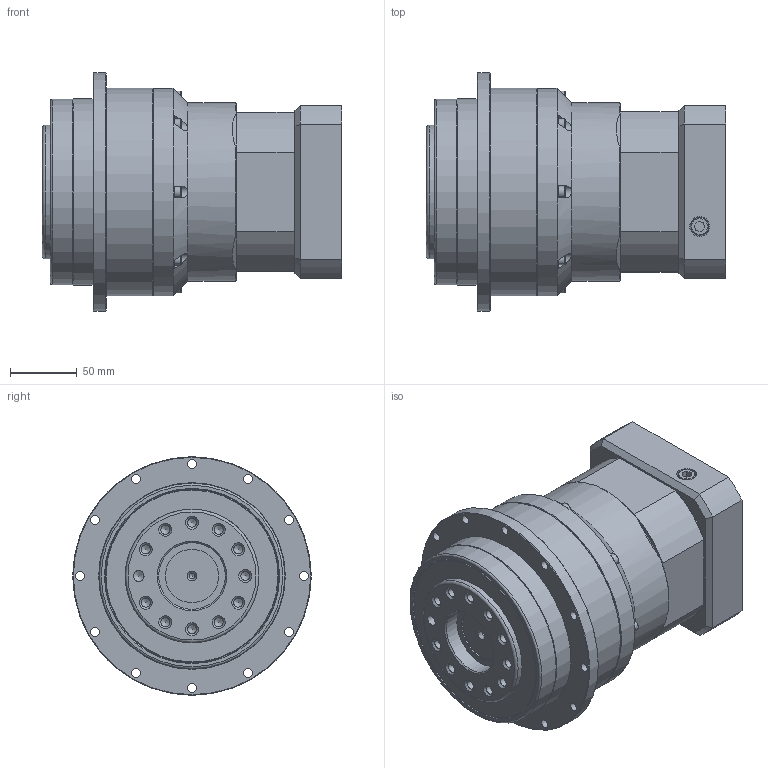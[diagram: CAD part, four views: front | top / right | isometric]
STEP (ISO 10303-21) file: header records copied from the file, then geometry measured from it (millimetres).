
FILE_DESCRIPTION((''),'2;1');
FILE_NAME('KSD-140-2.stp','2013-07-03T16:47:22',('young'),(''),'Autodesk Inventor 2012','Autodesk Inventor 2012','');
FILE_SCHEMA(('AUTOMOTIVE_DESIGN { 1 0 10303 214 1 1 1 1 }'));
Length unit declared in the file: millimetre
Products named in the file (1): KSD-140-2
Bounding box: 224.5 x 179 x 179 mm (x, y, z)
Volume: 1368152.8 mm3; surface area: 398795.8 mm2
Topology: 28 solids, 28 shells, 934 faces, 2180 edges, 1356 vertices
Faces by surface type: plane 441, cylinder 262, cone 168, torus 45, bspline 16, sphere 2
Full cylindrical faces by diameter (mm): 3.3 x8, 4 x1, 4.5 x8, 5 x8, 5.2 x4, 6 x4, 6.6 x12, 6.75 x11, 6.8 x13, 8 x6, 8.5 x8, 9 x1, 10 x4, 10.5 x4, 13 x7, 24 x1, 34.5 x1, 38.4 x1, 39.8 x1, 40 x2, 42 x1, 49 x1, 50 x1, 53 x1, 55 x3, 90 x1, 95 x1, 100 x2, 103 x1, 105 x2
Entity records: 26492 total; most frequent: CARTESIAN_POINT 6401, DIRECTION 4325, ORIENTED_EDGE 3574, EDGE_CURVE 1787, AXIS2_PLACEMENT_3D 1773, EDGE_LOOP 1371, VERTEX_POINT 1270, FACE_OUTER_BOUND 934
